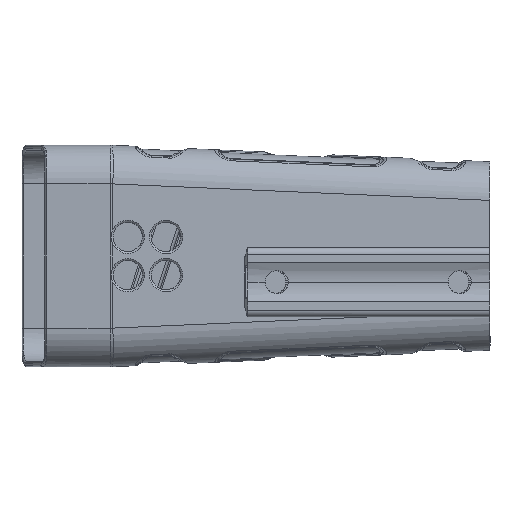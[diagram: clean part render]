
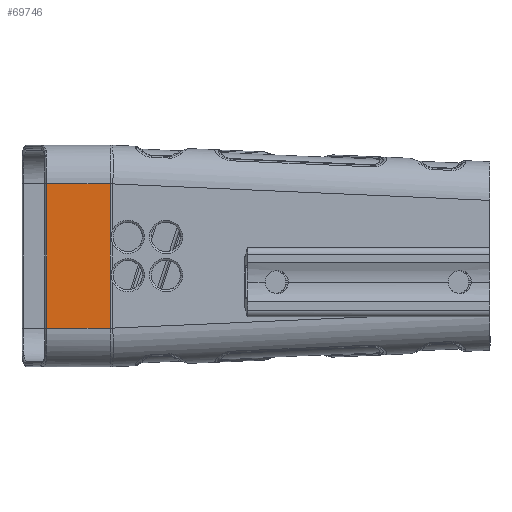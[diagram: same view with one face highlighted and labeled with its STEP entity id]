
A CAD part, front view. The second image highlights one B-rep face of the part: STEP entity #69746.
In plain terms, the highlighted planar face has unit normal (0, -1, 0).
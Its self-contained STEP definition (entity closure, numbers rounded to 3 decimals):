
#400 = DIRECTION ( 'NONE',  ( 0., 1., 0. ) ) ;
#1272 = ORIENTED_EDGE ( 'NONE', *, *, #74374, .T. ) ;
#1431 = ORIENTED_EDGE ( 'NONE', *, *, #23733, .T. ) ;
#7248 = EDGE_CURVE ( 'NONE', #57067, #7603, #36761, .T. ) ;
#7603 = VERTEX_POINT ( 'NONE', #17273 ) ;
#10161 = ORIENTED_EDGE ( 'NONE', *, *, #63596, .T. ) ;
#10318 = LINE ( 'NONE', #23105, #10780 ) ;
#10780 = VECTOR ( 'NONE', #49059, 1000. ) ;
#14025 = LINE ( 'NONE', #67653, #84494 ) ;
#17273 = CARTESIAN_POINT ( 'NONE',  ( 15.322, -26.8, 6. ) ) ;
#23105 = CARTESIAN_POINT ( 'NONE',  ( 130., -26.8, 6. ) ) ;
#23733 = EDGE_CURVE ( 'NONE', #84062, #57067, #25388, .T. ) ;
#23980 = CARTESIAN_POINT ( 'NONE',  ( 15.322, -26.8, 6. ) ) ;
#25388 = LINE ( 'NONE', #85127, #27955 ) ;
#27955 = VECTOR ( 'NONE', #51740, 1000. ) ;
#36761 = LINE ( 'NONE', #23980, #74534 ) ;
#39174 = CARTESIAN_POINT ( 'NONE',  ( -4.1, -26.8, -38. ) ) ;
#46942 = DIRECTION ( 'NONE',  ( 1., 0., 0. ) ) ;
#47033 = AXIS2_PLACEMENT_3D ( 'NONE', #79884, #400, #46942 ) ;
#47179 = VERTEX_POINT ( 'NONE', #83835 ) ;
#49059 = DIRECTION ( 'NONE',  ( -1., 0., 0. ) ) ;
#50765 = DIRECTION ( 'NONE',  ( 0., 0., 1. ) ) ;
#51740 = DIRECTION ( 'NONE',  ( 1., 0., 0. ) ) ;
#52376 = DIRECTION ( 'NONE',  ( 0., 0., -1. ) ) ;
#53088 = PLANE ( 'NONE',  #47033 ) ;
#57067 = VERTEX_POINT ( 'NONE', #81267 ) ;
#62663 = EDGE_LOOP ( 'NONE', ( #1272, #10161, #1431, #75873 ) ) ;
#63596 = EDGE_CURVE ( 'NONE', #47179, #84062, #14025, .T. ) ;
#67653 = CARTESIAN_POINT ( 'NONE',  ( -4.1, -26.8, -38. ) ) ;
#69746 = ADVANCED_FACE ( 'NONE', ( #86040 ), #53088, .F. ) ;
#74374 = EDGE_CURVE ( 'NONE', #7603, #47179, #10318, .T. ) ;
#74534 = VECTOR ( 'NONE', #50765, 1000. ) ;
#75873 = ORIENTED_EDGE ( 'NONE', *, *, #7248, .T. ) ;
#79884 = CARTESIAN_POINT ( 'NONE',  ( 130., -26.8, 16. ) ) ;
#81267 = CARTESIAN_POINT ( 'NONE',  ( 15.322, -26.8, -38. ) ) ;
#83835 = CARTESIAN_POINT ( 'NONE',  ( -4.1, -26.8, 6. ) ) ;
#84062 = VERTEX_POINT ( 'NONE', #39174 ) ;
#84494 = VECTOR ( 'NONE', #52376, 1000. ) ;
#85127 = CARTESIAN_POINT ( 'NONE',  ( 130., -26.8, -38. ) ) ;
#86040 = FACE_OUTER_BOUND ( 'NONE', #62663, .T. ) ;
